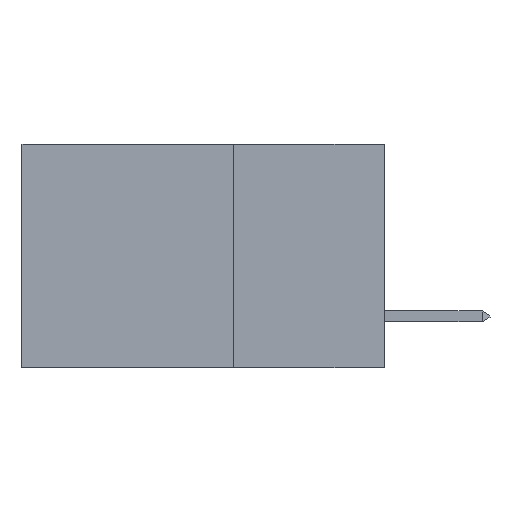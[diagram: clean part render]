
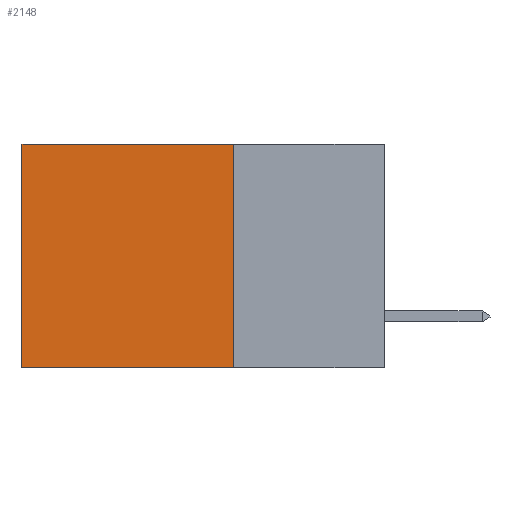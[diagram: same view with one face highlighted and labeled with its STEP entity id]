
A CAD part, left-side view. The second image highlights one B-rep face of the part: STEP entity #2148.
In plain terms, the highlighted planar face has unit normal (-1, 0, 0).
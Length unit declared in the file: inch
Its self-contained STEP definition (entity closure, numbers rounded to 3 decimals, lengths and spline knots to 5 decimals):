
#356 = EDGE_CURVE ( 'NONE', #2494, #13912, #30549, .T. ) ;
#1024 = VERTEX_POINT ( 'NONE', #27249 ) ;
#1068 = DIRECTION ( 'NONE',  ( 0., 0., -1. ) ) ;
#1378 = ORIENTED_EDGE ( 'NONE', *, *, #12245, .T. ) ;
#1622 = CARTESIAN_POINT ( 'NONE',  ( 0.2875, 0.25, 0. ) ) ;
#2148 = ADVANCED_FACE ( 'NONE', ( #17700 ), #13723, .F. ) ;
#2494 = VERTEX_POINT ( 'NONE', #8071 ) ;
#5228 = EDGE_LOOP ( 'NONE', ( #1378, #17485, #26331, #15600 ) ) ;
#5793 = AXIS2_PLACEMENT_3D ( 'NONE', #8648, #16260, #1068 ) ;
#8071 = CARTESIAN_POINT ( 'NONE',  ( 0.2875, 0.25, -0.37 ) ) ;
#8648 = CARTESIAN_POINT ( 'NONE',  ( 0.2875, 0.25, 0. ) ) ;
#10229 = DIRECTION ( 'NONE',  ( 0., 1., 0. ) ) ;
#12245 = EDGE_CURVE ( 'NONE', #1024, #13912, #24085, .T. ) ;
#13723 = PLANE ( 'NONE',  #5793 ) ;
#13912 = VERTEX_POINT ( 'NONE', #19092 ) ;
#15600 = ORIENTED_EDGE ( 'NONE', *, *, #18198, .T. ) ;
#16260 = DIRECTION ( 'NONE',  ( 1., 0., 0. ) ) ;
#16899 = CARTESIAN_POINT ( 'NONE',  ( 0.2875, 0.25, -0.37 ) ) ;
#16999 = CARTESIAN_POINT ( 'NONE',  ( 0.2875, 0.25, 0. ) ) ;
#17485 = ORIENTED_EDGE ( 'NONE', *, *, #356, .F. ) ;
#17700 = FACE_OUTER_BOUND ( 'NONE', #5228, .T. ) ;
#18198 = EDGE_CURVE ( 'NONE', #26593, #1024, #19334, .T. ) ;
#19092 = CARTESIAN_POINT ( 'NONE',  ( 0.2875, 0.6, -0.37 ) ) ;
#19334 = LINE ( 'NONE', #1622, #32058 ) ;
#19418 = CARTESIAN_POINT ( 'NONE',  ( 0.2875, 0.25, 0. ) ) ;
#22226 = DIRECTION ( 'NONE',  ( 0., 0., -1. ) ) ;
#23204 = VECTOR ( 'NONE', #29646, 39.37008 ) ;
#23526 = EDGE_CURVE ( 'NONE', #26593, #2494, #29959, .T. ) ;
#24085 = LINE ( 'NONE', #32300, #30824 ) ;
#26331 = ORIENTED_EDGE ( 'NONE', *, *, #23526, .F. ) ;
#26472 = DIRECTION ( 'NONE',  ( 0., 1., 0. ) ) ;
#26593 = VERTEX_POINT ( 'NONE', #16999 ) ;
#27249 = CARTESIAN_POINT ( 'NONE',  ( 0.2875, 0.6, 0. ) ) ;
#29646 = DIRECTION ( 'NONE',  ( 0., 0., -1. ) ) ;
#29769 = VECTOR ( 'NONE', #26472, 39.37008 ) ;
#29959 = LINE ( 'NONE', #19418, #23204 ) ;
#30549 = LINE ( 'NONE', #16899, #29769 ) ;
#30824 = VECTOR ( 'NONE', #22226, 39.37008 ) ;
#32058 = VECTOR ( 'NONE', #10229, 39.37008 ) ;
#32300 = CARTESIAN_POINT ( 'NONE',  ( 0.2875, 0.6, 0. ) ) ;
